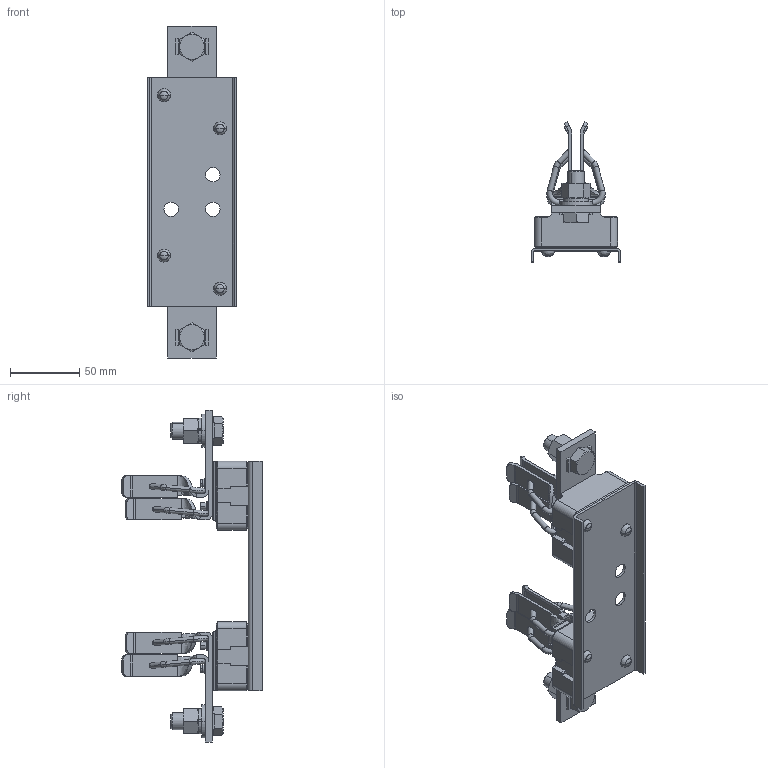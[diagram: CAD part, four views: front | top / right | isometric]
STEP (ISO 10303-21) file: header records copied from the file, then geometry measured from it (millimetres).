
FILE_DESCRIPTION((''),'2;1');
FILE_NAME('PK3_DIM','2017-03-31T',('janez.tomelj'),('Audax d.o.o.'),'CREO PARAMETRIC BY PTC INC, 2015290','CREO PARAMETRIC BY PTC INC, 2015290','');
FILE_SCHEMA(('CONFIG_CONTROL_DESIGN'));
Products named in the file (1): PK3_DIM
Bounding box: 65 x 101.5 x 240 mm (x, y, z)
Volume: 233777.7 mm3; surface area: 75286.1 mm2
Topology: 1 solids, 1 shells, 817 faces, 2080 edges, 1278 vertices
Faces by surface type: plane 439, cylinder 190, cone 88, bspline 52, torus 40, sphere 8
Entity records: 57229 total; most frequent: CARTESIAN_POINT 37816, ORIENTED_EDGE 4144, DIRECTION 3904, EDGE_CURVE 2072, AXIS2_PLACEMENT_3D 1353, VERTEX_POINT 1278, VECTOR 1198, LINE 1198
